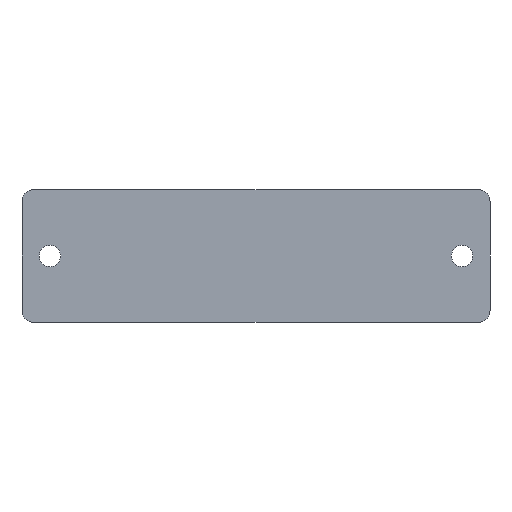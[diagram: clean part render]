
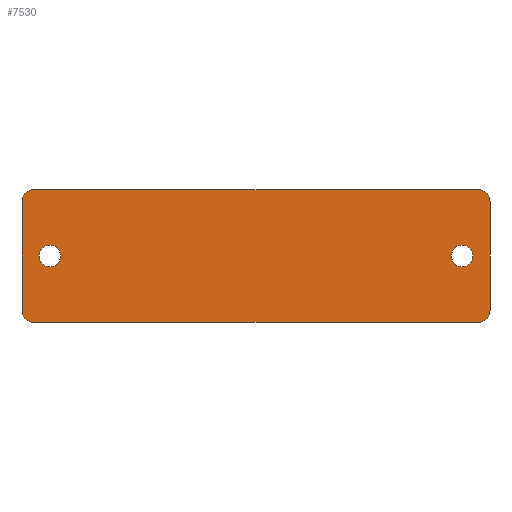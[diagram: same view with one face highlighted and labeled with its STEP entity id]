
A CAD part, front view. The second image highlights one B-rep face of the part: STEP entity #7530.
In plain terms, the highlighted planar face has unit normal (0, -1, 0).
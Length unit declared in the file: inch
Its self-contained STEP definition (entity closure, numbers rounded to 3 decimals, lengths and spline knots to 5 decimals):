
#126 = LINE ( 'NONE', #3265, #127 ) ;
#127 = VECTOR ( 'NONE', #3266, 39.37008 ) ;
#1506 = PLANE ( 'NONE',  #6862 ) ;
#1507 = CARTESIAN_POINT ( 'NONE',  ( 1.54921, 0., 0.43898 ) ) ;
#1516 = DIRECTION ( 'NONE',  ( 0., 1., 0. ) ) ;
#1517 = DIRECTION ( 'NONE',  ( -1., 0., 0. ) ) ;
#2045 = FACE_OUTER_BOUND ( 'NONE', #2816, .T. ) ;
#2047 = FACE_BOUND ( 'NONE', #5101, .T. ) ;
#2056 = FACE_BOUND ( 'NONE', #2817, .T. ) ;
#2628 = CARTESIAN_POINT ( 'NONE',  ( 1.36417, 0., 0.07047 ) ) ;
#2637 = CARTESIAN_POINT ( 'NONE',  ( 1.36417, 0., -0.07047 ) ) ;
#2816 = EDGE_LOOP ( 'NONE', ( #7038, #7052, #7054, #7055, #7056, #7057, #7047, #7048 ) ) ;
#2817 = EDGE_LOOP ( 'NONE', ( #7037, #7046 ) ) ;
#3028 = EDGE_CURVE ( 'NONE', #7603, #7613, #4188, .T. ) ;
#3055 = AXIS2_PLACEMENT_3D ( 'NONE', #7731, #7732, #7733 ) ;
#3072 = EDGE_CURVE ( 'NONE', #6746, #5149, #5497, .T. ) ;
#3126 = AXIS2_PLACEMENT_3D ( 'NONE', #7740, #7741, #7742 ) ;
#3180 = VERTEX_POINT ( 'NONE', #7797 ) ;
#3182 = VERTEX_POINT ( 'NONE', #7799 ) ;
#3184 = VERTEX_POINT ( 'NONE', #7801 ) ;
#3186 = VERTEX_POINT ( 'NONE', #7803 ) ;
#3187 = VERTEX_POINT ( 'NONE', #7804 ) ;
#3265 = CARTESIAN_POINT ( 'NONE',  ( 1.54921, 0., 0.43898 ) ) ;
#3266 = DIRECTION ( 'NONE',  ( 1., 0., 0. ) ) ;
#3337 = CARTESIAN_POINT ( 'NONE',  ( -1.54921, 0., 0.36024 ) ) ;
#3342 = CARTESIAN_POINT ( 'NONE',  ( -1.36417, 0., 0.07047 ) ) ;
#3348 = CARTESIAN_POINT ( 'NONE',  ( 1.47047, 0., 0.43898 ) ) ;
#3457 = CARTESIAN_POINT ( 'NONE',  ( 1.54921, 0., 0.43898 ) ) ;
#3458 = DIRECTION ( 'NONE',  ( 0., 0., -1. ) ) ;
#3468 = CARTESIAN_POINT ( 'NONE',  ( 1.54921, 0., -0.43898 ) ) ;
#3474 = DIRECTION ( 'NONE',  ( 1., 0., 0. ) ) ;
#3658 = AXIS2_PLACEMENT_3D ( 'NONE', #6077, #6086, #6087 ) ;
#3672 = AXIS2_PLACEMENT_3D ( 'NONE', #6134, #6141, #6142 ) ;
#3673 = AXIS2_PLACEMENT_3D ( 'NONE', #6204, #6217, #6218 ) ;
#3681 = AXIS2_PLACEMENT_3D ( 'NONE', #6133, #6135, #6136 ) ;
#3691 = AXIS2_PLACEMENT_3D ( 'NONE', #6008, #6020, #6021 ) ;
#3695 = AXIS2_PLACEMENT_3D ( 'NONE', #6168, #6169, #6170 ) ;
#4188 = CIRCLE ( 'NONE', #3055, 0.07047 ) ;
#5058 = EDGE_CURVE ( 'NONE', #3186, #5149, #126, .T. ) ;
#5101 = EDGE_LOOP ( 'NONE', ( #7041, #7040 ) ) ;
#5138 = VERTEX_POINT ( 'NONE', #3337 ) ;
#5143 = VERTEX_POINT ( 'NONE', #3342 ) ;
#5149 = VERTEX_POINT ( 'NONE', #3348 ) ;
#5497 = CIRCLE ( 'NONE', #3126, 0.07874 ) ;
#5767 = LINE ( 'NONE', #3468, #5781 ) ;
#5769 = LINE ( 'NONE', #3457, #5770 ) ;
#5770 = VECTOR ( 'NONE', #3458, 39.37008 ) ;
#5781 = VECTOR ( 'NONE', #3474, 39.37008 ) ;
#5862 = CIRCLE ( 'NONE', #3691, 0.07874 ) ;
#5867 = VECTOR ( 'NONE', #6038, 39.37008 ) ;
#5871 = LINE ( 'NONE', #6032, #5867 ) ;
#5903 = CIRCLE ( 'NONE', #3658, 0.07874 ) ;
#5935 = CIRCLE ( 'NONE', #3681, 0.07047 ) ;
#5939 = CIRCLE ( 'NONE', #3672, 0.07047 ) ;
#6008 = CARTESIAN_POINT ( 'NONE',  ( -1.47047, 0., 0.36024 ) ) ;
#6020 = DIRECTION ( 'NONE',  ( 0., -1., 0. ) ) ;
#6021 = DIRECTION ( 'NONE',  ( -1., 0., 0. ) ) ;
#6032 = CARTESIAN_POINT ( 'NONE',  ( -1.54921, 0., 0.43898 ) ) ;
#6038 = DIRECTION ( 'NONE',  ( 0., 0., -1. ) ) ;
#6077 = CARTESIAN_POINT ( 'NONE',  ( -1.47047, 0., -0.36024 ) ) ;
#6086 = DIRECTION ( 'NONE',  ( 0., -1., 0. ) ) ;
#6087 = DIRECTION ( 'NONE',  ( -1., 0., 0. ) ) ;
#6133 = CARTESIAN_POINT ( 'NONE',  ( -1.36417, 0., 0. ) ) ;
#6134 = CARTESIAN_POINT ( 'NONE',  ( 1.36417, 0., 0. ) ) ;
#6135 = DIRECTION ( 'NONE',  ( 0., -1., 0. ) ) ;
#6136 = DIRECTION ( 'NONE',  ( 0., 0., 1. ) ) ;
#6141 = DIRECTION ( 'NONE',  ( 0., 1., 0. ) ) ;
#6142 = DIRECTION ( 'NONE',  ( 0., 0., 1. ) ) ;
#6168 = CARTESIAN_POINT ( 'NONE',  ( -1.36417, 0., 0. ) ) ;
#6169 = DIRECTION ( 'NONE',  ( 0., -1., 0. ) ) ;
#6170 = DIRECTION ( 'NONE',  ( 0., 0., 1. ) ) ;
#6204 = CARTESIAN_POINT ( 'NONE',  ( 1.47047, 0., -0.36024 ) ) ;
#6217 = DIRECTION ( 'NONE',  ( 0., -1., 0. ) ) ;
#6218 = DIRECTION ( 'NONE',  ( -1., 0., 0. ) ) ;
#6229 = CARTESIAN_POINT ( 'NONE',  ( 1.54921, 0., -0.36024 ) ) ;
#6237 = CARTESIAN_POINT ( 'NONE',  ( 1.54921, 0., 0.36024 ) ) ;
#6249 = CIRCLE ( 'NONE', #3695, 0.07047 ) ;
#6285 = CIRCLE ( 'NONE', #3673, 0.07874 ) ;
#6446 = EDGE_CURVE ( 'NONE', #6746, #6749, #5769, .T. ) ;
#6453 = EDGE_CURVE ( 'NONE', #3187, #3184, #5767, .T. ) ;
#6501 = EDGE_CURVE ( 'NONE', #3186, #5138, #5862, .T. ) ;
#6508 = EDGE_CURVE ( 'NONE', #5138, #3182, #5871, .T. ) ;
#6527 = EDGE_CURVE ( 'NONE', #3182, #3187, #5903, .T. ) ;
#6548 = EDGE_CURVE ( 'NONE', #5143, #3180, #5935, .T. ) ;
#6550 = EDGE_CURVE ( 'NONE', #7613, #7603, #5939, .T. ) ;
#6562 = EDGE_CURVE ( 'NONE', #3180, #5143, #6249, .T. ) ;
#6583 = EDGE_CURVE ( 'NONE', #3184, #6749, #6285, .T. ) ;
#6746 = VERTEX_POINT ( 'NONE', #6237 ) ;
#6749 = VERTEX_POINT ( 'NONE', #6229 ) ;
#6862 = AXIS2_PLACEMENT_3D ( 'NONE', #1507, #1516, #1517 ) ;
#7037 = ORIENTED_EDGE ( 'NONE', *, *, #6548, .F. ) ;
#7038 = ORIENTED_EDGE ( 'NONE', *, *, #5058, .F. ) ;
#7040 = ORIENTED_EDGE ( 'NONE', *, *, #6550, .T. ) ;
#7041 = ORIENTED_EDGE ( 'NONE', *, *, #3028, .T. ) ;
#7046 = ORIENTED_EDGE ( 'NONE', *, *, #6562, .F. ) ;
#7047 = ORIENTED_EDGE ( 'NONE', *, *, #6446, .F. ) ;
#7048 = ORIENTED_EDGE ( 'NONE', *, *, #3072, .T. ) ;
#7052 = ORIENTED_EDGE ( 'NONE', *, *, #6501, .T. ) ;
#7054 = ORIENTED_EDGE ( 'NONE', *, *, #6508, .T. ) ;
#7055 = ORIENTED_EDGE ( 'NONE', *, *, #6527, .T. ) ;
#7056 = ORIENTED_EDGE ( 'NONE', *, *, #6453, .T. ) ;
#7057 = ORIENTED_EDGE ( 'NONE', *, *, #6583, .T. ) ;
#7530 = ADVANCED_FACE ( 'NONE', ( #2047, #2045, #2056 ), #1506, .F. ) ;
#7603 = VERTEX_POINT ( 'NONE', #2628 ) ;
#7613 = VERTEX_POINT ( 'NONE', #2637 ) ;
#7731 = CARTESIAN_POINT ( 'NONE',  ( 1.36417, 0., 0. ) ) ;
#7732 = DIRECTION ( 'NONE',  ( 0., 1., 0. ) ) ;
#7733 = DIRECTION ( 'NONE',  ( 0., 0., 1. ) ) ;
#7740 = CARTESIAN_POINT ( 'NONE',  ( 1.47047, 0., 0.36024 ) ) ;
#7741 = DIRECTION ( 'NONE',  ( 0., -1., 0. ) ) ;
#7742 = DIRECTION ( 'NONE',  ( -1., 0., 0. ) ) ;
#7797 = CARTESIAN_POINT ( 'NONE',  ( -1.36417, 0., -0.07047 ) ) ;
#7799 = CARTESIAN_POINT ( 'NONE',  ( -1.54921, 0., -0.36024 ) ) ;
#7801 = CARTESIAN_POINT ( 'NONE',  ( 1.47047, 0., -0.43898 ) ) ;
#7803 = CARTESIAN_POINT ( 'NONE',  ( -1.47047, 0., 0.43898 ) ) ;
#7804 = CARTESIAN_POINT ( 'NONE',  ( -1.47047, 0., -0.43898 ) ) ;
